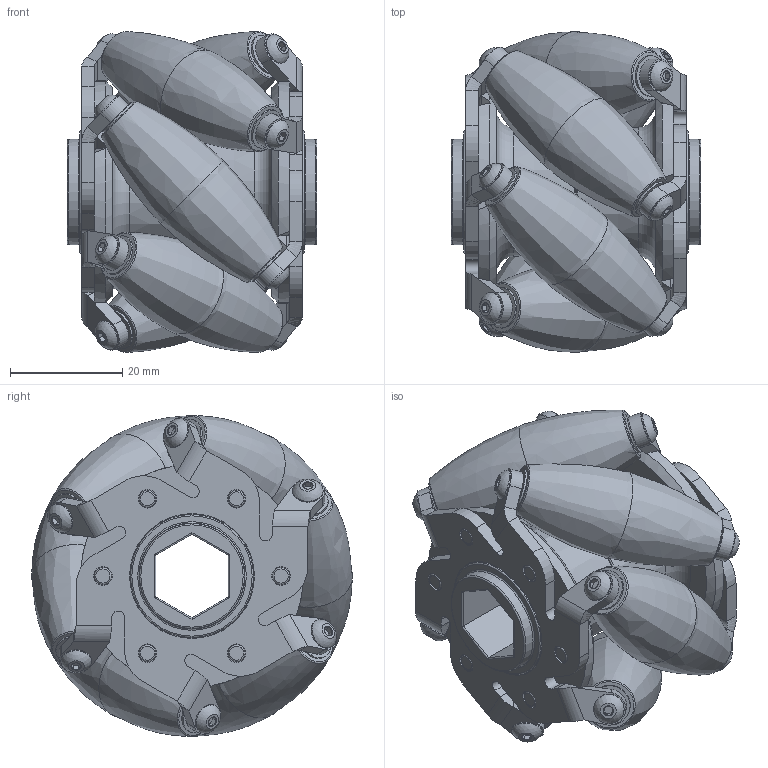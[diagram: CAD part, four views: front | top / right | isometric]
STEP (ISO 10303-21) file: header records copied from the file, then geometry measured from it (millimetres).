
FILE_DESCRIPTION (( 'STEP AP214' ), '1' );
FILE_NAME ('am-4418L 2.25IN 500Hex Left Mecanum V1.0.STEP', '2021-09-13T16:09:14', ( '' ), ( '' ), 'SwSTEP 2.0', 'SolidWorks 2021', '' );
FILE_SCHEMA (( 'AUTOMOTIVE_DESIGN' ));
Length unit declared in the file: inch
Products named in the file (1): am-4418L 2.25IN 500Hex Left Mecanum V1.0
Bounding box: 44.45 x 57.1 x 57.14 mm (x, y, z)
Volume: 54694.9 mm3; surface area: 38372.8 mm2
Topology: 40 solids, 40 shells, 938 faces, 2050 edges, 1262 vertices
Faces by surface type: plane 378, cylinder 246, cone 164, bspline 96, torus 42, sphere 12
Full cylindrical faces by diameter (mm): 2.261 x12, 2.464 x4, 3.302 x24, 4.763 x6, 4.826 x6, 5.41 x12, 7.235 x12, 22.225 x2
Entity records: 54615 total; most frequent: CARTESIAN_POINT 23827, DIRECTION 3550, ORIENTED_EDGE 3532, EDGE_CURVE 1766, AXIS2_PLACEMENT_3D 1397, EDGE_LOOP 1252, VERTEX_POINT 1178, FACE_OUTER_BOUND 1058
